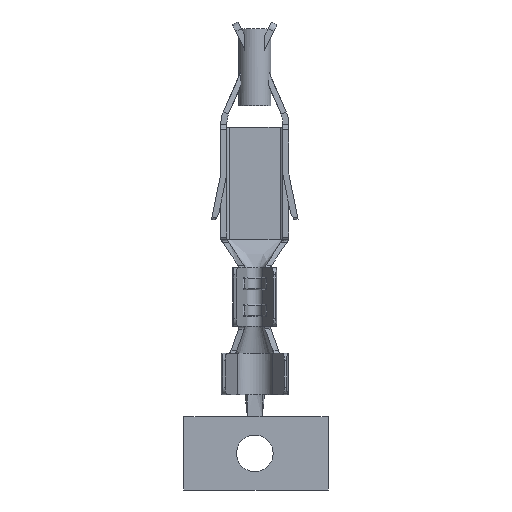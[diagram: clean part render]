
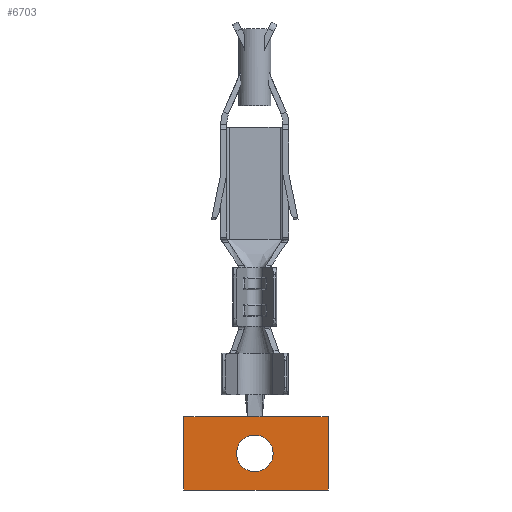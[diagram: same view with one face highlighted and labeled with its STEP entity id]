
A CAD part, front view. The second image highlights one B-rep face of the part: STEP entity #6703.
In plain terms, the highlighted planar face has unit normal (0, -1, 0).
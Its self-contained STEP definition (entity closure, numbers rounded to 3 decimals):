
#6463=CARTESIAN_POINT('',(-0.3,0.7,-9.545));
#6464=VERTEX_POINT('',#6463);
#6486=CARTESIAN_POINT('',(0.3,0.7,-9.545));
#6487=VERTEX_POINT('',#6486);
#6527=CARTESIAN_POINT('',(-0.3,0.7,-9.545));
#6528=DIRECTION('',(1.,0.,0.));
#6529=VECTOR('',#6528,0.6);
#6530=LINE('',#6527,#6529);
#6531=EDGE_CURVE('',#6464,#6487,#6530,.T.);
#6542=CARTESIAN_POINT('',(3.,0.7,-9.545));
#6543=VERTEX_POINT('',#6542);
#6559=CARTESIAN_POINT('',(0.3,0.7,-9.545));
#6560=DIRECTION('',(1.,0.,0.));
#6561=VECTOR('',#6560,2.7);
#6562=LINE('',#6559,#6561);
#6563=EDGE_CURVE('',#6487,#6543,#6562,.T.);
#6575=CARTESIAN_POINT('',(3.,0.7,-12.545));
#6576=VERTEX_POINT('',#6575);
#6583=CARTESIAN_POINT('',(-2.9,0.7,-12.545));
#6584=VERTEX_POINT('',#6583);
#6585=CARTESIAN_POINT('',(3.,0.7,-12.545));
#6586=DIRECTION('',(-1.,0.,0.));
#6587=VECTOR('',#6586,5.9);
#6588=LINE('',#6585,#6587);
#6589=EDGE_CURVE('',#6576,#6584,#6588,.T.);
#6614=CARTESIAN_POINT('',(3.,0.7,-9.545));
#6615=DIRECTION('',(0.,0.,-1.));
#6616=VECTOR('',#6615,3.);
#6617=LINE('',#6614,#6616);
#6618=EDGE_CURVE('',#6543,#6576,#6617,.T.);
#6667=CARTESIAN_POINT('',(-3.5,0.7,-6.045));
#6668=DIRECTION('',(-1.,0.,0.));
#6669=DIRECTION('',(-0.,-1.,-0.));
#6670=AXIS2_PLACEMENT_3D('',#6667,#6669,#6668);
#6671=PLANE('',#6670);
#6672=ORIENTED_EDGE('',*,*,#6618,.F.);
#6673=ORIENTED_EDGE('',*,*,#6563,.F.);
#6674=ORIENTED_EDGE('',*,*,#6531,.F.);
#6675=CARTESIAN_POINT('',(-2.9,0.7,-9.545));
#6676=VERTEX_POINT('',#6675);
#6677=CARTESIAN_POINT('',(-0.3,0.7,-9.545));
#6678=DIRECTION('',(-1.,0.,0.));
#6679=VECTOR('',#6678,2.6);
#6680=LINE('',#6677,#6679);
#6681=EDGE_CURVE('',#6464,#6676,#6680,.T.);
#6682=ORIENTED_EDGE('',*,*,#6681,.T.);
#6683=CARTESIAN_POINT('',(-2.9,0.7,-12.545));
#6684=DIRECTION('',(0.,0.,1.));
#6685=VECTOR('',#6684,3.);
#6686=LINE('',#6683,#6685);
#6687=EDGE_CURVE('',#6584,#6676,#6686,.T.);
#6688=ORIENTED_EDGE('',*,*,#6687,.F.);
#6689=ORIENTED_EDGE('',*,*,#6589,.F.);
#6690=EDGE_LOOP('',(#6672,#6673,#6674,#6682,#6688,#6689));
#6691=FACE_OUTER_BOUND('',#6690,.T.);
#6692=CARTESIAN_POINT('',(0.75,0.7,-11.045));
#6693=VERTEX_POINT('',#6692);
#6694=CARTESIAN_POINT('',(0.,0.7,-11.045));
#6695=DIRECTION('',(1.,0.,-0.));
#6696=DIRECTION('',(0.,1.,0.));
#6697=AXIS2_PLACEMENT_3D('',#6694,#6696,#6695);
#6698=CIRCLE('',#6697,0.75);
#6699=EDGE_CURVE('',#6693,#6693,#6698,.T.);
#6700=ORIENTED_EDGE('',*,*,#6699,.T.);
#6701=EDGE_LOOP('',(#6700));
#6702=FACE_BOUND('',#6701,.T.);
#6703=ADVANCED_FACE('',(#6691,#6702),#6671,.T.);
